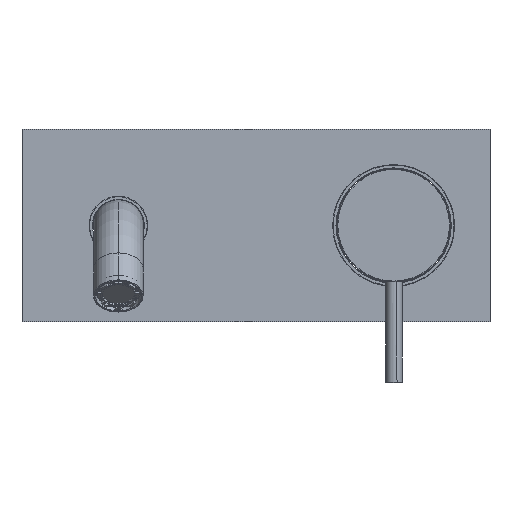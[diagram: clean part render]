
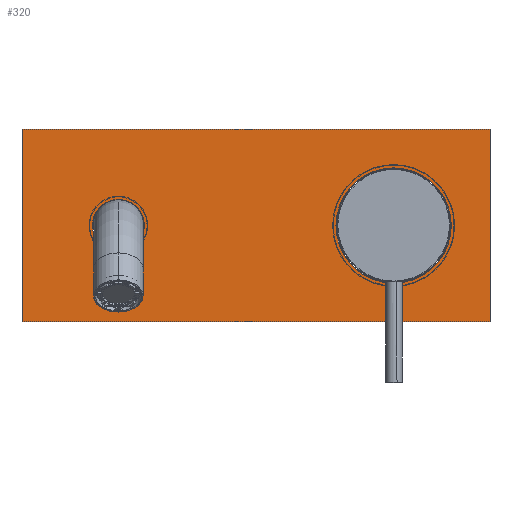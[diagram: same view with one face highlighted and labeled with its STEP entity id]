
A CAD part, top view. The second image highlights one B-rep face of the part: STEP entity #320.
In plain terms, the highlighted face is planar.
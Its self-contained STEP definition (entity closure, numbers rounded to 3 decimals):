
#21 = PLANE ( 'NONE',  #6682 ) ;
#57 = CIRCLE ( 'NONE', #2893, 9.45 ) ;
#251 = CARTESIAN_POINT ( 'NONE',  ( -50., -1.5, 0. ) ) ;
#320 = ADVANCED_FACE ( 'NONE', ( #3951, #1267, #7761 ), #21, .F. ) ;
#427 = VERTEX_POINT ( 'NONE', #3185 ) ;
#462 = CARTESIAN_POINT ( 'NONE',  ( 85., -1.5, -35. ) ) ;
#740 = DIRECTION ( 'NONE',  ( -1., 0., 0. ) ) ;
#840 = DIRECTION ( 'NONE',  ( 0., 1., 0. ) ) ;
#909 = ORIENTED_EDGE ( 'NONE', *, *, #6575, .T. ) ;
#990 = CARTESIAN_POINT ( 'NONE',  ( -85., -1.5, 35. ) ) ;
#1089 = VERTEX_POINT ( 'NONE', #3999 ) ;
#1139 = DIRECTION ( 'NONE',  ( 0., 1., 0. ) ) ;
#1172 = VECTOR ( 'NONE', #2138, 1000. ) ;
#1244 = ORIENTED_EDGE ( 'NONE', *, *, #3467, .T. ) ;
#1267 = FACE_BOUND ( 'NONE', #6441, .T. ) ;
#1358 = DIRECTION ( 'NONE',  ( 0., 1., 0. ) ) ;
#1575 = DIRECTION ( 'NONE',  ( 0., 1., 0. ) ) ;
#1755 = CARTESIAN_POINT ( 'NONE',  ( -85., -1.5, 35. ) ) ;
#1828 = VERTEX_POINT ( 'NONE', #3169 ) ;
#1889 = VECTOR ( 'NONE', #3543, 1000. ) ;
#2058 = EDGE_LOOP ( 'NONE', ( #2827, #8295, #2742, #2926 ) ) ;
#2076 = DIRECTION ( 'NONE',  ( 0., 0., 1. ) ) ;
#2138 = DIRECTION ( 'NONE',  ( 1., 0., 0. ) ) ;
#2180 = VERTEX_POINT ( 'NONE', #8235 ) ;
#2216 = LINE ( 'NONE', #4658, #1172 ) ;
#2327 = DIRECTION ( 'NONE',  ( 0., 0., 1. ) ) ;
#2550 = AXIS2_PLACEMENT_3D ( 'NONE', #6240, #1139, #2327 ) ;
#2643 = CARTESIAN_POINT ( 'NONE',  ( 0., -1.5, 0. ) ) ;
#2708 = CIRCLE ( 'NONE', #4056, 9.45 ) ;
#2742 = ORIENTED_EDGE ( 'NONE', *, *, #4150, .F. ) ;
#2827 = ORIENTED_EDGE ( 'NONE', *, *, #2959, .F. ) ;
#2893 = AXIS2_PLACEMENT_3D ( 'NONE', #4076, #840, #6572 ) ;
#2897 = DIRECTION ( 'NONE',  ( 0., 0., 1. ) ) ;
#2926 = ORIENTED_EDGE ( 'NONE', *, *, #7887, .F. ) ;
#2959 = EDGE_CURVE ( 'NONE', #1828, #8122, #7445, .T. ) ;
#3169 = CARTESIAN_POINT ( 'NONE',  ( -85., -1.5, -35. ) ) ;
#3185 = CARTESIAN_POINT ( 'NONE',  ( 50., -1.5, 20.95 ) ) ;
#3467 = EDGE_CURVE ( 'NONE', #427, #7253, #6196, .T. ) ;
#3543 = DIRECTION ( 'NONE',  ( 0., 0., 1. ) ) ;
#3889 = EDGE_CURVE ( 'NONE', #4950, #1828, #5934, .T. ) ;
#3951 = FACE_BOUND ( 'NONE', #8170, .T. ) ;
#3999 = CARTESIAN_POINT ( 'NONE',  ( -50., -1.5, -9.45 ) ) ;
#4056 = AXIS2_PLACEMENT_3D ( 'NONE', #251, #1575, #2897 ) ;
#4076 = CARTESIAN_POINT ( 'NONE',  ( -50., -1.5, 0. ) ) ;
#4135 = CIRCLE ( 'NONE', #7239, 20.95 ) ;
#4150 = EDGE_CURVE ( 'NONE', #4830, #4950, #8214, .T. ) ;
#4298 = VECTOR ( 'NONE', #740, 1000. ) ;
#4611 = CARTESIAN_POINT ( 'NONE',  ( 50., -1.5, -20.95 ) ) ;
#4658 = CARTESIAN_POINT ( 'NONE',  ( 85., -1.5, 35. ) ) ;
#4673 = CARTESIAN_POINT ( 'NONE',  ( 85., -1.5, -35. ) ) ;
#4749 = ORIENTED_EDGE ( 'NONE', *, *, #4876, .T. ) ;
#4830 = VERTEX_POINT ( 'NONE', #8073 ) ;
#4876 = EDGE_CURVE ( 'NONE', #1089, #2180, #2708, .T. ) ;
#4950 = VERTEX_POINT ( 'NONE', #462 ) ;
#5118 = VECTOR ( 'NONE', #7662, 1000. ) ;
#5538 = DIRECTION ( 'NONE',  ( 0., 1., 0. ) ) ;
#5934 = LINE ( 'NONE', #4673, #4298 ) ;
#6196 = CIRCLE ( 'NONE', #2550, 20.95 ) ;
#6240 = CARTESIAN_POINT ( 'NONE',  ( 50., -1.5, 0. ) ) ;
#6297 = DIRECTION ( 'NONE',  ( 0., 0., 1. ) ) ;
#6441 = EDGE_LOOP ( 'NONE', ( #4749, #909 ) ) ;
#6572 = DIRECTION ( 'NONE',  ( 0., 0., 1. ) ) ;
#6575 = EDGE_CURVE ( 'NONE', #2180, #1089, #57, .T. ) ;
#6682 = AXIS2_PLACEMENT_3D ( 'NONE', #2643, #1358, #2076 ) ;
#7066 = CARTESIAN_POINT ( 'NONE',  ( 85., -1.5, 35. ) ) ;
#7239 = AXIS2_PLACEMENT_3D ( 'NONE', #8210, #5538, #6297 ) ;
#7253 = VERTEX_POINT ( 'NONE', #4611 ) ;
#7417 = ORIENTED_EDGE ( 'NONE', *, *, #7531, .T. ) ;
#7445 = LINE ( 'NONE', #990, #1889 ) ;
#7531 = EDGE_CURVE ( 'NONE', #7253, #427, #4135, .T. ) ;
#7662 = DIRECTION ( 'NONE',  ( 0., 0., -1. ) ) ;
#7761 = FACE_OUTER_BOUND ( 'NONE', #2058, .T. ) ;
#7887 = EDGE_CURVE ( 'NONE', #8122, #4830, #2216, .T. ) ;
#8073 = CARTESIAN_POINT ( 'NONE',  ( 85., -1.5, 35. ) ) ;
#8122 = VERTEX_POINT ( 'NONE', #1755 ) ;
#8170 = EDGE_LOOP ( 'NONE', ( #7417, #1244 ) ) ;
#8210 = CARTESIAN_POINT ( 'NONE',  ( 50., -1.5, 0. ) ) ;
#8214 = LINE ( 'NONE', #7066, #5118 ) ;
#8235 = CARTESIAN_POINT ( 'NONE',  ( -50., -1.5, 9.45 ) ) ;
#8295 = ORIENTED_EDGE ( 'NONE', *, *, #3889, .F. ) ;
